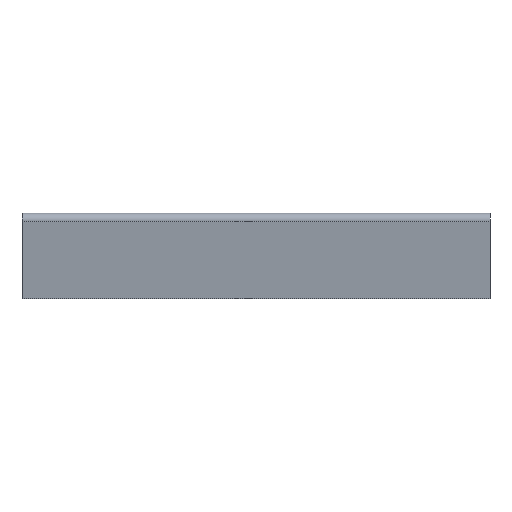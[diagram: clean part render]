
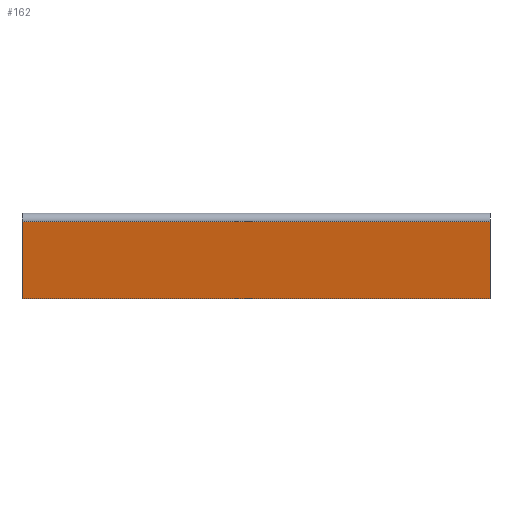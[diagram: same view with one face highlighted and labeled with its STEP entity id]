
A CAD part, left-side view. The second image highlights one B-rep face of the part: STEP entity #162.
In plain terms, the highlighted planar face has unit normal (-0.989, 0, -0.148).
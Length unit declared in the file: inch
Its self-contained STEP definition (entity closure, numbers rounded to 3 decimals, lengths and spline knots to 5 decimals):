
#99=CARTESIAN_POINT('',(3.00146,10.00965,0.98239));
#100=VERTEX_POINT('',#99);
#108=CARTESIAN_POINT('',(3.00146,4.00965,0.98239));
#109=VERTEX_POINT('',#108);
#110=CARTESIAN_POINT('',(3.00146,4.00965,0.98239));
#111=DIRECTION('',(0.,1.,0.));
#112=VECTOR('',#111,1.);
#113=LINE('',#110,#112);
#114=EDGE_CURVE('',#109,#100,#113,.T.);
#132=CARTESIAN_POINT('',(3.15042,10.00965,-0.00965));
#133=VERTEX_POINT('',#132);
#134=CARTESIAN_POINT('',(3.00146,10.00965,0.98239));
#135=DIRECTION('',(0.148,0.,-0.989));
#136=VECTOR('',#135,1.);
#137=LINE('',#134,#136);
#138=EDGE_CURVE('',#100,#133,#137,.T.);
#139=ORIENTED_EDGE('',*,*,#138,.T.);
#140=CARTESIAN_POINT('',(3.15042,4.00965,-0.00965));
#141=VERTEX_POINT('',#140);
#142=CARTESIAN_POINT('',(3.15042,4.00965,-0.00965));
#143=DIRECTION('',(0.,1.,0.));
#144=VECTOR('',#143,1.);
#145=LINE('',#142,#144);
#146=EDGE_CURVE('',#141,#133,#145,.T.);
#147=ORIENTED_EDGE('',*,*,#146,.F.);
#148=CARTESIAN_POINT('',(3.00146,4.00965,0.98239));
#149=DIRECTION('',(0.148,0.,-0.989));
#150=VECTOR('',#149,1.);
#151=LINE('',#148,#150);
#152=EDGE_CURVE('',#109,#141,#151,.T.);
#153=ORIENTED_EDGE('',*,*,#152,.F.);
#154=ORIENTED_EDGE('',*,*,#114,.T.);
#155=EDGE_LOOP('',(#139,#147,#153,#154));
#156=FACE_OUTER_BOUND('',#155,.T.);
#157=CARTESIAN_POINT('',(3.07594,4.00965,0.48637));
#158=DIRECTION('',(-0.989,0.,-0.148));
#159=DIRECTION('',(-0.148,0.,0.989));
#160=AXIS2_PLACEMENT_3D('',#157,#158,#159);
#161=PLANE('',#160);
#162=ADVANCED_FACE('',(#156),#161,.T.);
